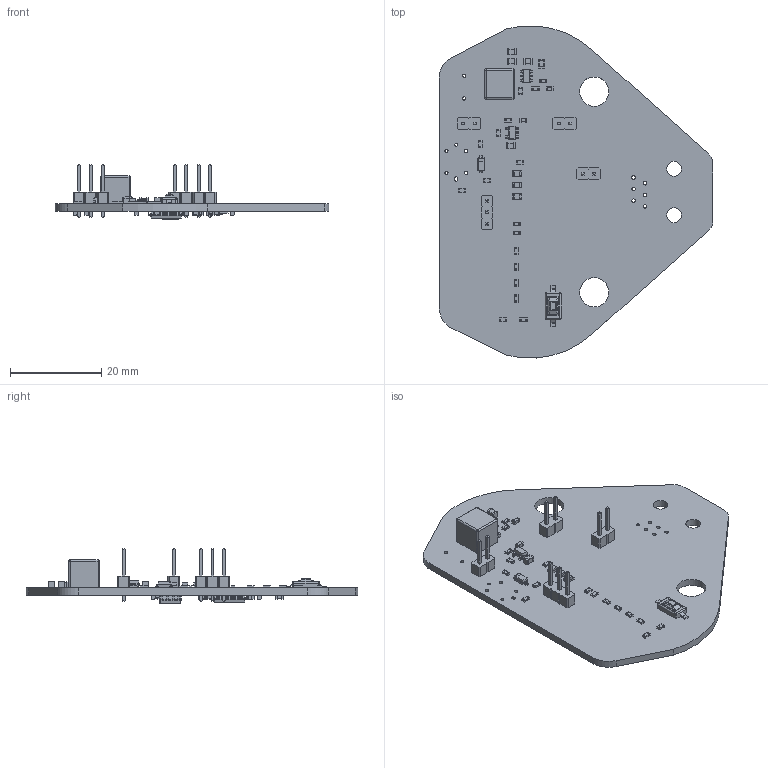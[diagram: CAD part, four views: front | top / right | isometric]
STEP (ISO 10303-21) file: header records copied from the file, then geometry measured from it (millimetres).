
FILE_DESCRIPTION(('KiCad electronic assembly'),'2;1');
FILE_NAME('datalogger.step','2025-12-29T21:57:49',('Pcbnew'),('Kicad'), 'Open CASCADE STEP processor 7.8','KiCad to STEP converter','Unknown' );
FILE_SCHEMA(('AUTOMOTIVE_DESIGN { 1 0 10303 214 1 1 1 1 }'));
Length unit declared in the file: millimetre
Products named in the file (30): datalogger 1; R_0603_1608Metric; LED_0805_2012Metric; C_0603_1608Metric; C_0805_2012Metric; SW_SPST_FSMSM; ASSEMBLY; D_SOD-123; D_SOD_123; PinHeader_1x02_P2.54mm_Vertical; PinHeader_1x02_P254mm_Vertical; PinHeader_1x03_P2.54mm_Vertical; PinHeader_1x03_P254mm_Vertical; SOT-23-5; SOT_23_5; TSOT-23-6; TSOT_23_6; L_Coilcraft_XAL6060-XXX; Crystal_SMD_SeikoEpson_FA238-4Pin_3.2x2.5mm; SOIC-8_3.9x4.9mm_P1.27mm; SOIC_8_39x49mm_P127mm; LQFP-48_7x7mm_P0.5mm; LQFP_48_7x7mm_P05mm; datalogger_PCB
Assembly tree (72 placements, depth 3):
  datalogger 1
    R_0603_1608Metric  x18
      R_0603_1608Metric
    LED_0805_2012Metric  x3
      LED_0805_2012Metric
    C_0603_1608Metric  x18
      C_0603_1608Metric
    C_0805_2012Metric  x5
      C_0805_2012Metric
    SW_SPST_FSMSM
      ASSEMBLY
    D_SOD-123
      D_SOD_123
    PinHeader_1x02_P2.54mm_Vertical  x3
      PinHeader_1x02_P254mm_Vertical
    PinHeader_1x03_P2.54mm_Vertical
      PinHeader_1x03_P254mm_Vertical
    SOT-23-5
      SOT_23_5
    TSOT-23-6
      TSOT_23_6
    L_Coilcraft_XAL6060-XXX
      L_Coilcraft_XAL6060-XXX
    Crystal_SMD_SeikoEpson_FA238-4Pin_3.2x2.5mm  x2
      Crystal_SMD_SeikoEpson_FA238-4Pin_3.2x2.5mm
    SOIC-8_3.9x4.9mm_P1.27mm
      SOIC_8_39x49mm_P127mm
    LQFP-48_7x7mm_P0.5mm
      LQFP_48_7x7mm_P05mm
    datalogger_PCB
Bounding box: 60 x 72.78 x 11.99 mm (x, y, z)
Volume: 5762 mm3; surface area: 8424.8 mm2
Topology: 60 solids, 60 shells, 2913 faces, 7540 edges, 4808 vertices
Faces by surface type: plane 1876, cylinder 820, bspline 201, sphere 16
Full cylindrical faces by diameter (mm): 0.5 x1, 0.6 x1, 0.66 x1, 0.7 x6, 0.76 x6, 1 x9, 3.25 x2, 6.4 x2
Entity records: 64126 total; most frequent: CARTESIAN_POINT 12725, ORIENTED_EDGE 8548, DIRECTION 7916, EDGE_CURVE 4274, LINE 3278, VECTOR 3278, VERTEX_POINT 2680, AXIS2_PLACEMENT_3D 2319
